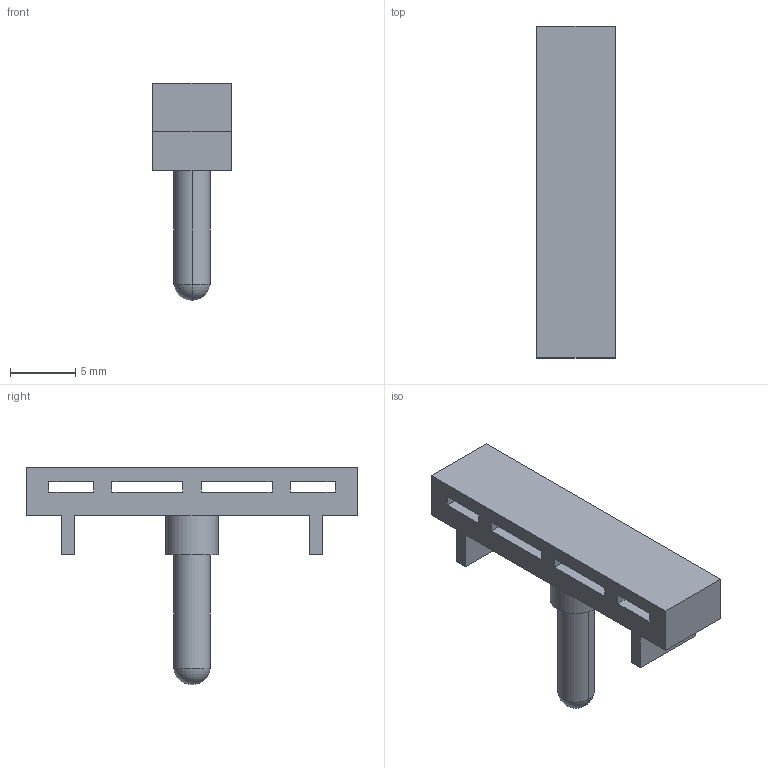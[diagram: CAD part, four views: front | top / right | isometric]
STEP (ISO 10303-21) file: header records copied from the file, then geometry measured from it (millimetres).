
FILE_DESCRIPTION(('Creo Elements/Direct Modeling STEP Export'),'2;1');
FILE_NAME('model.stp','2020-11-10T 0:11:24',(''),(''),'Creo Elements/Direct Modeling STEP processor for AP214 (Solid Model)','Creo Elements/Direct Modeling 20.1A 29-Sep-2018 (C) Parametric Technology GmbH','');
FILE_SCHEMA(('AUTOMOTIVE_DESIGN { 1 0 10303 214 1 1 1 1 }'));
Length unit declared in the file: millimetre
Products named in the file (2): KLM_1_select
Assembly tree (1 placements, depth 2):
  KLM_1_select
    KLM_1_select
Bounding box: 6 x 25.5 x 16.7 mm (x, y, z)
Volume: 524.3 mm3; surface area: 1077.2 mm2
Topology: 1 solids, 1 shells, 106 faces, 313 edges, 208 vertices
Faces by surface type: plane 100, cylinder 4, torus 2
Entity records: 4353 total; most frequent: ORIENTED_EDGE 626, CARTESIAN_POINT 623, DIRECTION 530, EDGE_CURVE 313, VECTOR 300, LINE 300, VERTEX_POINT 208, AXIS2_PLACEMENT_3D 115
